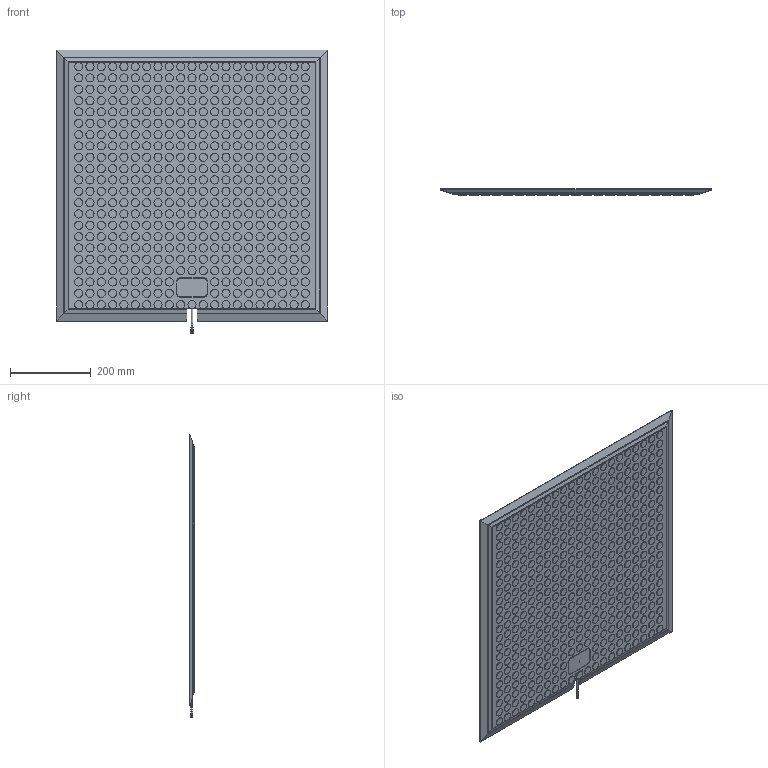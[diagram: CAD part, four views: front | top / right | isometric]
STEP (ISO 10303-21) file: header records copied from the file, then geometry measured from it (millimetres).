
FILE_DESCRIPTION (( 'STEP AP214' ), '1' );
FILE_NAME ('1602-4560.STEP', '2021-10-21T16:33:07', ( '' ), ( '' ), 'SwSTEP 2.0', 'SolidWorks 2021', '' );
FILE_SCHEMA (( 'AUTOMOTIVE_DESIGN' ));
Length unit declared in the file: inch
Products named in the file (1): 1602-4560
Bounding box: 669 x 14 x 700.5 mm (x, y, z)
Volume: 5174988.5 mm3; surface area: 1320636.5 mm2
Topology: 461 solids, 461 shells, 2025 faces, 3234 edges, 2148 vertices
Faces by surface type: cylinder 994, plane 990, bspline 41
Entity records: 79132 total; most frequent: DIRECTION 9270, CARTESIAN_POINT 8221, ORIENTED_EDGE 6468, AXIS2_PLACEMENT_3D 4069, EDGE_CURVE 3234, LENGTH_MEASURE_WITH_UNIT 2488, UNCERTAINTY_MEASURE_WITH_UNIT 2488, DIMENSIONAL_EXPONENTS 2488
